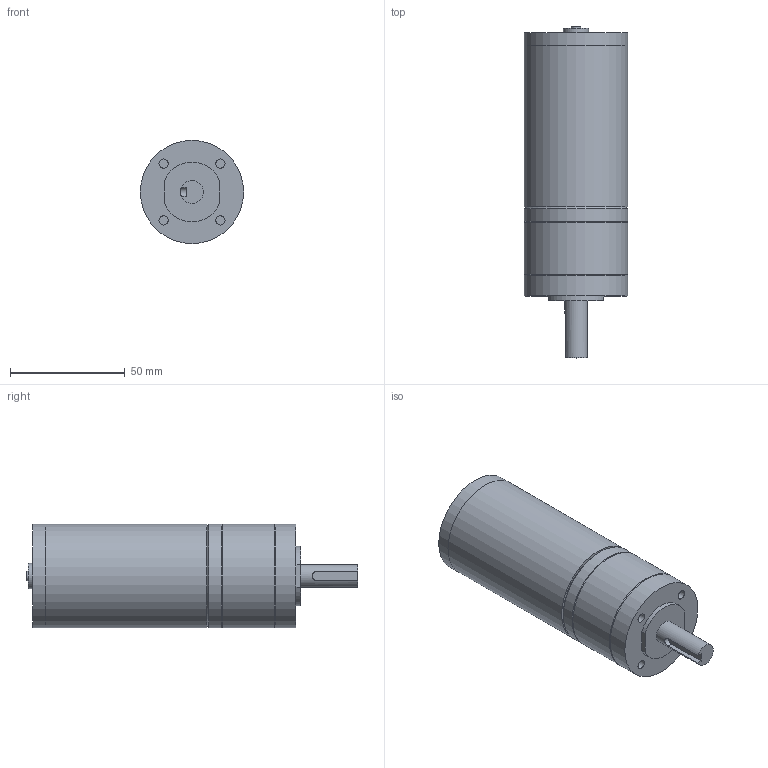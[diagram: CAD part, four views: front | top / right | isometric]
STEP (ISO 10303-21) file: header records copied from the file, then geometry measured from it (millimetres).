
FILE_DESCRIPTION(/* description */ (''),/* implementation_level */ '2;1');
FILE_NAME(/* name */ 'IG45 Planetary Geared Motor v1.step',/* time_stamp */ '2019-10-10T08:35:29+08:00',/* author */ (''),/* organization */ (''),/* preprocessor_version */ 'ST-DEVELOPER v18',/* originating_system */ 'Autodesk Translation Framework v8.6.0.1094',/* authorisation */ '');
FILE_SCHEMA (('AUTOMOTIVE_DESIGN { 1 0 10303 214 3 1 1 }'));
Length unit declared in the file: millimetre
Products named in the file (1): IG45 Planetary Geared Motor
Bounding box: 45 x 144.6 x 45 mm (x, y, z)
Volume: 124319.9 mm3; surface area: 43071.8 mm2
Topology: 9 solids, 9 shells, 67 faces, 144 edges, 95 vertices
Faces by surface type: cylinder 33, plane 31, cone 3
Full cylindrical faces by diameter (mm): 4 x14, 10 x2, 11 x1, 45 x5
Entity records: 1981 total; most frequent: DIRECTION 346, CARTESIAN_POINT 325, ORIENTED_EDGE 288, EDGE_CURVE 144, AXIS2_PLACEMENT_3D 136, EDGE_LOOP 103, VERTEX_POINT 95, LINE 74
